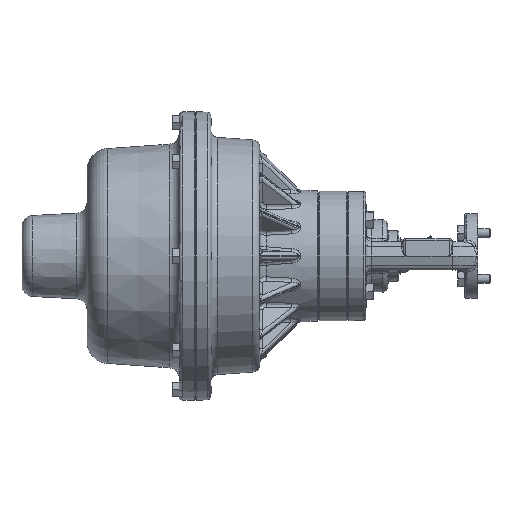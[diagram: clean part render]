
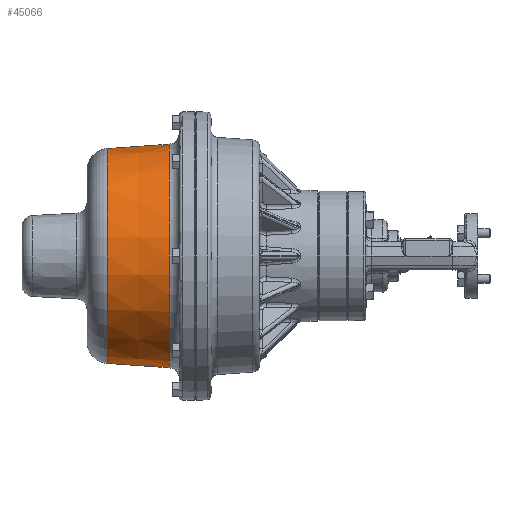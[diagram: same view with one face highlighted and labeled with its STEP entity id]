
A CAD part, left-side view. The second image highlights one B-rep face of the part: STEP entity #45066.
In plain terms, the highlighted conical face has half-angle 4 degrees and reference radius 100.013 mm.
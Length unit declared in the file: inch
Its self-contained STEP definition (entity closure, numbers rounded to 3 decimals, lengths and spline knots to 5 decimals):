
#3358 = CARTESIAN_POINT ( 'NONE',  ( 0., 4.0935, 0. ) ) ;
#5140 = DIRECTION ( 'NONE',  ( 0., 0., 1. ) ) ;
#9617 = ORIENTED_EDGE ( 'NONE', *, *, #70554, .F. ) ;
#10040 = AXIS2_PLACEMENT_3D ( 'NONE', #28207, #46036, #5140 ) ;
#14071 = AXIS2_PLACEMENT_3D ( 'NONE', #3358, #42665, #60102 ) ;
#16602 = VERTEX_POINT ( 'NONE', #57231 ) ;
#17512 = EDGE_LOOP ( 'NONE', ( #45254, #43964, #9617, #69805 ) ) ;
#18515 = CIRCLE ( 'NONE', #10040, 3.86503 ) ;
#18541 = EDGE_CURVE ( 'NONE', #16602, #56813, #18515, .T. ) ;
#20919 = DIRECTION ( 'NONE',  ( 0., -0.998, 0.07 ) ) ;
#26705 = CARTESIAN_POINT ( 'NONE',  ( 0., 7.27082, -3.71532 ) ) ;
#28207 = CARTESIAN_POINT ( 'NONE',  ( 0., 5.12984, 0. ) ) ;
#33915 = CARTESIAN_POINT ( 'NONE',  ( 0., 4.0935, -3.9375 ) ) ;
#34082 = EDGE_CURVE ( 'NONE', #37006, #36382, #42673, .T. ) ;
#36382 = VERTEX_POINT ( 'NONE', #26705 ) ;
#37006 = VERTEX_POINT ( 'NONE', #43131 ) ;
#39959 = LINE ( 'NONE', #33915, #52878 ) ;
#42665 = DIRECTION ( 'NONE',  ( 0., -1., 0. ) ) ;
#42673 = CIRCLE ( 'NONE', #51146, 3.71532 ) ;
#43131 = CARTESIAN_POINT ( 'NONE',  ( 0., 7.27082, 3.71532 ) ) ;
#43964 = ORIENTED_EDGE ( 'NONE', *, *, #18541, .T. ) ;
#45066 = ADVANCED_FACE ( 'NONE', ( #66646 ), #61277, .T. ) ;
#45254 = ORIENTED_EDGE ( 'NONE', *, *, #50190, .T. ) ;
#46036 = DIRECTION ( 'NONE',  ( 0., 1., 0. ) ) ;
#50190 = EDGE_CURVE ( 'NONE', #36382, #16602, #39959, .T. ) ;
#51146 = AXIS2_PLACEMENT_3D ( 'NONE', #66294, #61761, #72047 ) ;
#52878 = VECTOR ( 'NONE', #73033, 39.37008 ) ;
#54600 = LINE ( 'NONE', #72465, #59481 ) ;
#56813 = VERTEX_POINT ( 'NONE', #68396 ) ;
#57231 = CARTESIAN_POINT ( 'NONE',  ( 0., 5.12984, -3.86503 ) ) ;
#59481 = VECTOR ( 'NONE', #20919, 39.37008 ) ;
#60102 = DIRECTION ( 'NONE',  ( 0., 0., -1. ) ) ;
#61277 = CONICAL_SURFACE ( 'NONE', #14071, 3.9375, 0.07 ) ;
#61761 = DIRECTION ( 'NONE',  ( 0., -1., 0. ) ) ;
#66294 = CARTESIAN_POINT ( 'NONE',  ( 0., 7.27082, 0. ) ) ;
#66646 = FACE_OUTER_BOUND ( 'NONE', #17512, .T. ) ;
#68396 = CARTESIAN_POINT ( 'NONE',  ( 0., 5.12984, 3.86503 ) ) ;
#69805 = ORIENTED_EDGE ( 'NONE', *, *, #34082, .T. ) ;
#70554 = EDGE_CURVE ( 'NONE', #37006, #56813, #54600, .T. ) ;
#72047 = DIRECTION ( 'NONE',  ( 0., 0., -1. ) ) ;
#72465 = CARTESIAN_POINT ( 'NONE',  ( 0., 4.0935, 3.9375 ) ) ;
#73033 = DIRECTION ( 'NONE',  ( 0., -0.998, -0.07 ) ) ;
